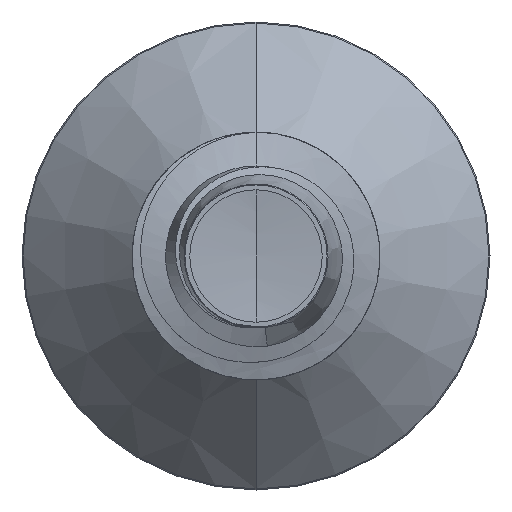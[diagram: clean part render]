
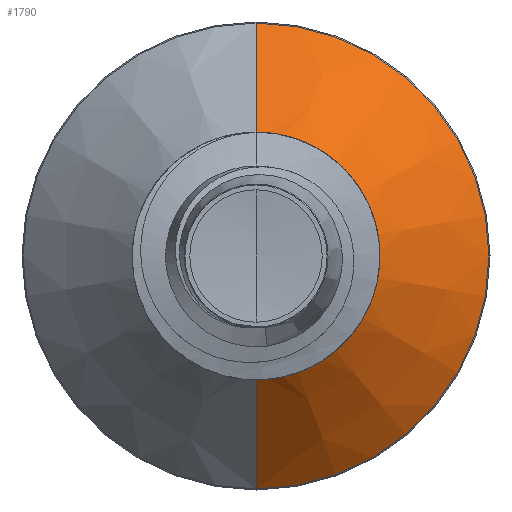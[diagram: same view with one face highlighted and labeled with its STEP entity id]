
A CAD part, front view. The second image highlights one B-rep face of the part: STEP entity #1790.
In plain terms, the highlighted conical face has half-angle 45 degrees and reference radius 0.841 mm.
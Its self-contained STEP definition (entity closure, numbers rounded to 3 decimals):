
#171 = CARTESIAN_POINT ( 'NONE',  ( 0., 4.791, 0.841 ) ) ;
#981 = VECTOR ( 'NONE', #7990, 1000. ) ;
#999 = LINE ( 'NONE', #10306, #981 ) ;
#1412 = VECTOR ( 'NONE', #3875, 1000. ) ;
#1463 = LINE ( 'NONE', #3940, #1412 ) ;
#1790 = ADVANCED_FACE ( 'NONE', ( #5314 ), #4746, .T. ) ;
#1836 = CARTESIAN_POINT ( 'NONE',  ( 0., 5.642, -1.692 ) ) ;
#2213 = VERTEX_POINT ( 'NONE', #5501 ) ;
#2453 = VERTEX_POINT ( 'NONE', #1836 ) ;
#2557 = AXIS2_PLACEMENT_3D ( 'NONE', #13496, #7718, #14340 ) ;
#2637 = CIRCLE ( 'NONE', #9319, 1.692 ) ;
#2679 = EDGE_LOOP ( 'NONE', ( #5553, #5786, #11588, #14337 ) ) ;
#3684 = VERTEX_POINT ( 'NONE', #171 ) ;
#3875 = DIRECTION ( 'NONE',  ( 0., 0.707, 0.707 ) ) ;
#3882 = EDGE_CURVE ( 'NONE', #13450, #2453, #2637, .T. ) ;
#3940 = CARTESIAN_POINT ( 'NONE',  ( 0., 4.791, 0.841 ) ) ;
#4746 = CONICAL_SURFACE ( 'NONE', #12897, 0.841, 0.785 ) ;
#5070 = EDGE_CURVE ( 'NONE', #2213, #2453, #999, .T. ) ;
#5314 = FACE_OUTER_BOUND ( 'NONE', #2679, .T. ) ;
#5501 = CARTESIAN_POINT ( 'NONE',  ( 0., 4.791, -0.841 ) ) ;
#5553 = ORIENTED_EDGE ( 'NONE', *, *, #8814, .T. ) ;
#5786 = ORIENTED_EDGE ( 'NONE', *, *, #5070, .T. ) ;
#5873 = EDGE_CURVE ( 'NONE', #3684, #13450, #1463, .T. ) ;
#6403 = CARTESIAN_POINT ( 'NONE',  ( 0., 4.791, 0. ) ) ;
#7415 = DIRECTION ( 'NONE',  ( 0., 0., 1. ) ) ;
#7593 = CARTESIAN_POINT ( 'NONE',  ( 0., 5.642, 0. ) ) ;
#7613 = DIRECTION ( 'NONE',  ( 0., 1., 0. ) ) ;
#7718 = DIRECTION ( 'NONE',  ( 0., 1., 0. ) ) ;
#7990 = DIRECTION ( 'NONE',  ( 0., 0.707, -0.707 ) ) ;
#8050 = DIRECTION ( 'NONE',  ( 0., 1., 0. ) ) ;
#8329 = DIRECTION ( 'NONE',  ( 0., 0., 1. ) ) ;
#8814 = EDGE_CURVE ( 'NONE', #3684, #2213, #11422, .T. ) ;
#9193 = CARTESIAN_POINT ( 'NONE',  ( 0., 5.642, 1.692 ) ) ;
#9319 = AXIS2_PLACEMENT_3D ( 'NONE', #7593, #7613, #7415 ) ;
#10306 = CARTESIAN_POINT ( 'NONE',  ( 0., 4.791, -0.841 ) ) ;
#11422 = CIRCLE ( 'NONE', #2557, 0.841 ) ;
#11588 = ORIENTED_EDGE ( 'NONE', *, *, #3882, .F. ) ;
#12897 = AXIS2_PLACEMENT_3D ( 'NONE', #6403, #8050, #8329 ) ;
#13450 = VERTEX_POINT ( 'NONE', #9193 ) ;
#13496 = CARTESIAN_POINT ( 'NONE',  ( 0., 4.791, 0. ) ) ;
#14337 = ORIENTED_EDGE ( 'NONE', *, *, #5873, .F. ) ;
#14340 = DIRECTION ( 'NONE',  ( 0., 0., 1. ) ) ;
